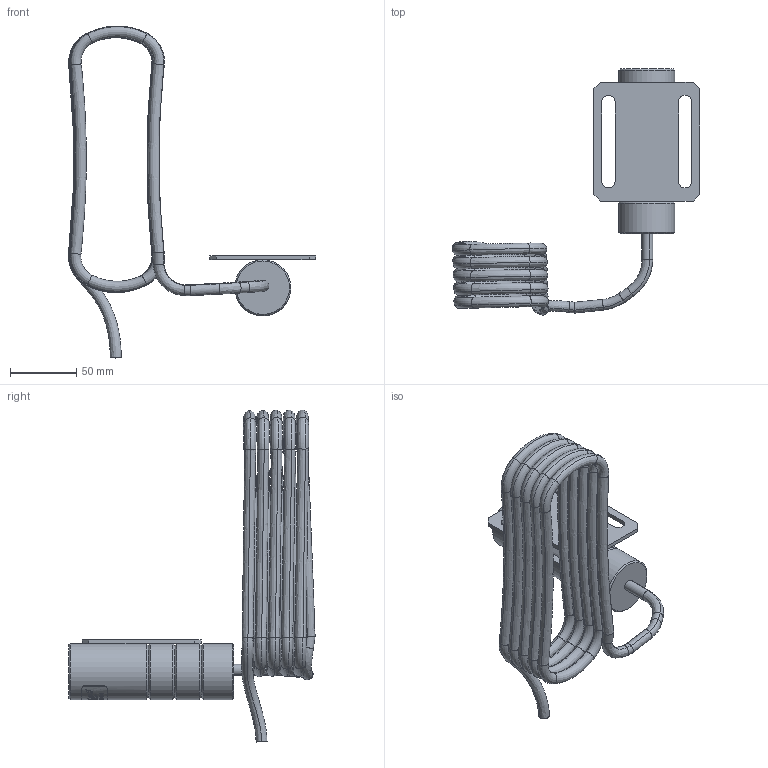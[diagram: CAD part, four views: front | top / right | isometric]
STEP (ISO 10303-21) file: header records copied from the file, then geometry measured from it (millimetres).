
FILE_DESCRIPTION(/* description */ (''),/* implementation_level */ '2;1');
FILE_NAME(/* name */ '53918 WSS 20-4.stp',/* time_stamp */ '2015-04-16T11:02:57+02:00',/* author */ ('guzb562'),/* organization */ (''),/* preprocessor_version */ 'ST-DEVELOPER v15.6',/* originating_system */ 'Autodesk Inventor 2015',/* authorisation */ '');
FILE_SCHEMA (('AUTOMOTIVE_DESIGN { 1 0 10303 214 3 1 1 }'));
Length unit declared in the file: millimetre
Products named in the file (3): 53918 WSS 20-4; 20 Meter Kabel
Assembly tree (2 placements, depth 2):
  53918 WSS 20-4
    53918 WSS 20-4
    20 Meter Kabel
Bounding box: 187.06 x 186.21 x 251.11 mm (x, y, z)
Volume: 326258.2 mm3; surface area: 97917.1 mm2
Topology: 3 solids, 3 shells, 331 faces, 859 edges, 556 vertices
Faces by surface type: bspline 170, plane 119, cylinder 34, cone 8
Full cylindrical faces by diameter (mm): 42.4 x4
Entity records: 29848 total; most frequent: CARTESIAN_POINT 22620, ORIENTED_EDGE 1692, DIRECTION 1131, EDGE_CURVE 843, VERTEX_POINT 549, AXIS2_PLACEMENT_3D 422, EDGE_LOOP 371, FACE_OUTER_BOUND 331
